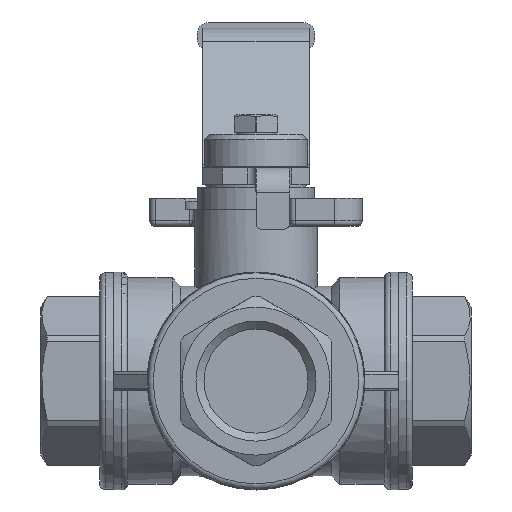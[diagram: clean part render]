
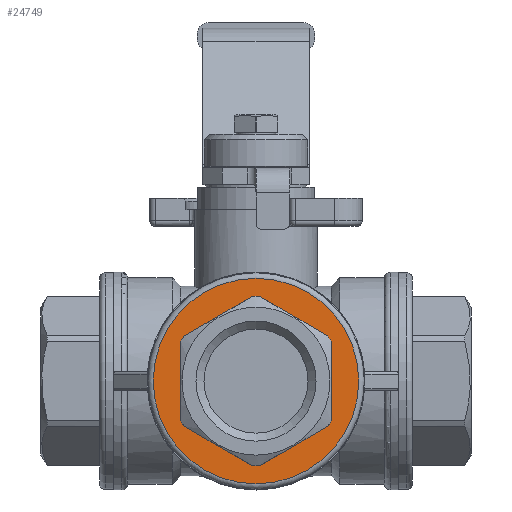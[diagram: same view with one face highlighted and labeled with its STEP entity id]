
A CAD part, front view. The second image highlights one B-rep face of the part: STEP entity #24749.
In plain terms, the highlighted planar face has unit normal (0, -1, 0).
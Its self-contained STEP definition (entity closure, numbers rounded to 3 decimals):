
#16950=CARTESIAN_POINT('',(-0.,-28.,15.2));
#16951=VERTEX_POINT('',#16950);
#16969=CARTESIAN_POINT('',(0.593,-28.,15.189));
#16970=VERTEX_POINT('',#16969);
#16976=CARTESIAN_POINT('',(0.593,-28.,15.189));
#16977=CARTESIAN_POINT('',(0.296,-28.,15.2));
#16978=CARTESIAN_POINT('',(-0.,-28.,15.2));
#16979=(BOUNDED_CURVE()
B_SPLINE_CURVE(2,(#16976,#16977,#16978),.UNSPECIFIED.,.F.,.F.)
B_SPLINE_CURVE_WITH_KNOTS((3,3),(357.765,360.),.UNSPECIFIED.)
CURVE()
GEOMETRIC_REPRESENTATION_ITEM()
RATIONAL_B_SPLINE_CURVE((1.,1.,1.))
REPRESENTATION_ITEM(''));
#16980=EDGE_CURVE('',#16970,#16951,#16979,.T.);
#18307=CARTESIAN_POINT('',(-0.,-28.,-15.2));
#18308=VERTEX_POINT('',#18307);
#18326=CARTESIAN_POINT('',(-0.593,-28.,-15.189));
#18327=VERTEX_POINT('',#18326);
#18333=CARTESIAN_POINT('',(-0.593,-28.,-15.189));
#18334=CARTESIAN_POINT('',(-0.296,-28.,-15.2));
#18335=CARTESIAN_POINT('',(-0.,-28.,-15.2));
#18336=(BOUNDED_CURVE()
B_SPLINE_CURVE(2,(#18333,#18334,#18335),.UNSPECIFIED.,.F.,.F.)
B_SPLINE_CURVE_WITH_KNOTS((3,3),(177.765,180.),.UNSPECIFIED.)
CURVE()
GEOMETRIC_REPRESENTATION_ITEM()
RATIONAL_B_SPLINE_CURVE((1.,1.,1.))
REPRESENTATION_ITEM(''));
#18337=EDGE_CURVE('',#18327,#18308,#18336,.T.);
#18348=CARTESIAN_POINT('',(-0.,-28.,-18.4));
#18349=VERTEX_POINT('',#18348);
#18360=CARTESIAN_POINT('',(-0.,-28.,18.4));
#18361=VERTEX_POINT('',#18360);
#18362=CARTESIAN_POINT('',(-0.,-28.,-0.));
#18363=DIRECTION('',(-0.,-1.,-0.));
#18364=DIRECTION('',(0.,0.,-1.));
#18365=AXIS2_PLACEMENT_3D('',#18362,#18363,#18364);
#18366=CIRCLE('',#18365,18.4);
#18367=EDGE_CURVE('',#18361,#18349,#18366,.T.);
#18369=CARTESIAN_POINT('',(-0.,-28.,-0.));
#18370=DIRECTION('',(-0.,-1.,-0.));
#18371=DIRECTION('',(0.,0.,-1.));
#18372=AXIS2_PLACEMENT_3D('',#18369,#18370,#18371);
#18373=CIRCLE('',#18372,18.4);
#18374=EDGE_CURVE('',#18349,#18361,#18373,.T.);
#23606=CARTESIAN_POINT('',(12.857,-28.,8.108));
#23607=VERTEX_POINT('',#23606);
#23614=CARTESIAN_POINT('',(13.45,-28.,7.081));
#23615=VERTEX_POINT('',#23614);
#23621=CARTESIAN_POINT('',(0.,-28.,0.));
#23622=DIRECTION('',(-0.,-1.,-0.));
#23623=DIRECTION('',(-0.,-0.,1.));
#23624=AXIS2_PLACEMENT_3D('',#23621,#23622,#23623);
#23625=CIRCLE('',#23624,15.2);
#23626=EDGE_CURVE('',#23615,#23607,#23625,.T.);
#23639=CARTESIAN_POINT('',(13.45,-28.,-7.081));
#23640=VERTEX_POINT('',#23639);
#23646=CARTESIAN_POINT('',(13.45,-28.,7.081));
#23647=DIRECTION('',(0.,0.,-1.));
#23648=VECTOR('',#23647,14.162);
#23649=LINE('',#23646,#23648);
#23650=EDGE_CURVE('',#23615,#23640,#23649,.T.);
#23753=CARTESIAN_POINT('',(12.857,-28.,-8.108));
#23754=VERTEX_POINT('',#23753);
#23761=CARTESIAN_POINT('',(0.593,-28.,-15.189));
#23762=VERTEX_POINT('',#23761);
#23768=CARTESIAN_POINT('',(12.857,-28.,-8.108));
#23769=CARTESIAN_POINT('',(0.593,-28.,-15.189));
#23770=B_SPLINE_CURVE_WITH_KNOTS('',1,(#23768,#23769),.UNSPECIFIED.,.F.,.F.,(2,2),(0.,14.162),.UNSPECIFIED.);
#23771=EDGE_CURVE('',#23754,#23762,#23770,.T.);
#24469=CARTESIAN_POINT('',(-13.45,-28.,-7.081));
#24470=VERTEX_POINT('',#24469);
#24471=CARTESIAN_POINT('',(-12.857,-28.,-8.108));
#24472=VERTEX_POINT('',#24471);
#24473=CARTESIAN_POINT('',(-13.45,-28.,-7.081));
#24474=CARTESIAN_POINT('',(-13.174,-28.,-7.606));
#24475=CARTESIAN_POINT('',(-12.857,-28.,-8.108));
#24476=(BOUNDED_CURVE()
B_SPLINE_CURVE(2,(#24473,#24474,#24475),.UNSPECIFIED.,.F.,.F.)
B_SPLINE_CURVE_WITH_KNOTS((3,3),(117.765,122.235),.UNSPECIFIED.)
CURVE()
GEOMETRIC_REPRESENTATION_ITEM()
RATIONAL_B_SPLINE_CURVE((1.,0.999,1.))
REPRESENTATION_ITEM(''));
#24477=EDGE_CURVE('',#24470,#24472,#24476,.T.);
#24681=CARTESIAN_POINT('',(-18.9,-28.,-18.9));
#24682=DIRECTION('',(-0.,-1.,-0.));
#24683=DIRECTION('',(-0.,-0.,1.));
#24684=AXIS2_PLACEMENT_3D('',#24681,#24682,#24683);
#24685=PLANE('',#24684);
#24686=ORIENTED_EDGE('',*,*,#18367,.T.);
#24687=ORIENTED_EDGE('',*,*,#18374,.T.);
#24688=EDGE_LOOP('',(#24686,#24687));
#24689=FACE_BOUND('',#24688,.T.);
#24690=CARTESIAN_POINT('',(12.857,-28.,-8.108));
#24691=CARTESIAN_POINT('',(13.174,-28.,-7.606));
#24692=CARTESIAN_POINT('',(13.45,-28.,-7.081));
#24693=(BOUNDED_CURVE()
B_SPLINE_CURVE(2,(#24690,#24691,#24692),.UNSPECIFIED.,.F.,.F.)
B_SPLINE_CURVE_WITH_KNOTS((3,3),(237.765,242.235),.UNSPECIFIED.)
CURVE()
GEOMETRIC_REPRESENTATION_ITEM()
RATIONAL_B_SPLINE_CURVE((1.,0.999,1.))
REPRESENTATION_ITEM(''));
#24694=EDGE_CURVE('',#23754,#23640,#24693,.T.);
#24695=ORIENTED_EDGE('',*,*,#24694,.F.);
#24696=ORIENTED_EDGE('',*,*,#23771,.T.);
#24697=CARTESIAN_POINT('',(-0.,-28.,-15.2));
#24698=CARTESIAN_POINT('',(0.296,-28.,-15.2));
#24699=CARTESIAN_POINT('',(0.593,-28.,-15.189));
#24700=(BOUNDED_CURVE()
B_SPLINE_CURVE(2,(#24697,#24698,#24699),.UNSPECIFIED.,.F.,.F.)
B_SPLINE_CURVE_WITH_KNOTS((3,3),(180.,182.235),.UNSPECIFIED.)
CURVE()
GEOMETRIC_REPRESENTATION_ITEM()
RATIONAL_B_SPLINE_CURVE((1.,1.,1.))
REPRESENTATION_ITEM(''));
#24701=EDGE_CURVE('',#18308,#23762,#24700,.T.);
#24702=ORIENTED_EDGE('',*,*,#24701,.F.);
#24703=ORIENTED_EDGE('',*,*,#18337,.F.);
#24704=CARTESIAN_POINT('',(-0.593,-28.,-15.189));
#24705=CARTESIAN_POINT('',(-12.857,-28.,-8.108));
#24706=B_SPLINE_CURVE_WITH_KNOTS('',1,(#24704,#24705),.UNSPECIFIED.,.F.,.F.,(2,2),(0.,14.162),.UNSPECIFIED.);
#24707=EDGE_CURVE('',#18327,#24472,#24706,.T.);
#24708=ORIENTED_EDGE('',*,*,#24707,.T.);
#24709=ORIENTED_EDGE('',*,*,#24477,.F.);
#24710=CARTESIAN_POINT('',(-13.45,-28.,7.081));
#24711=VERTEX_POINT('',#24710);
#24712=CARTESIAN_POINT('',(-13.45,-28.,-7.081));
#24713=DIRECTION('',(-0.,-0.,1.));
#24714=VECTOR('',#24713,14.162);
#24715=LINE('',#24712,#24714);
#24716=EDGE_CURVE('',#24470,#24711,#24715,.T.);
#24717=ORIENTED_EDGE('',*,*,#24716,.T.);
#24718=CARTESIAN_POINT('',(-12.857,-28.,8.108));
#24719=VERTEX_POINT('',#24718);
#24720=CARTESIAN_POINT('',(-12.857,-28.,8.108));
#24721=CARTESIAN_POINT('',(-13.174,-28.,7.606));
#24722=CARTESIAN_POINT('',(-13.45,-28.,7.081));
#24723=(BOUNDED_CURVE()
B_SPLINE_CURVE(2,(#24720,#24721,#24722),.UNSPECIFIED.,.F.,.F.)
B_SPLINE_CURVE_WITH_KNOTS((3,3),(57.765,62.235),.UNSPECIFIED.)
CURVE()
GEOMETRIC_REPRESENTATION_ITEM()
RATIONAL_B_SPLINE_CURVE((1.,0.999,1.))
REPRESENTATION_ITEM(''));
#24724=EDGE_CURVE('',#24719,#24711,#24723,.T.);
#24725=ORIENTED_EDGE('',*,*,#24724,.F.);
#24726=CARTESIAN_POINT('',(-0.593,-28.,15.189));
#24727=VERTEX_POINT('',#24726);
#24728=CARTESIAN_POINT('',(-12.857,-28.,8.108));
#24729=CARTESIAN_POINT('',(-0.593,-28.,15.189));
#24730=B_SPLINE_CURVE_WITH_KNOTS('',1,(#24728,#24729),.UNSPECIFIED.,.F.,.F.,(2,2),(0.,14.162),.UNSPECIFIED.);
#24731=EDGE_CURVE('',#24719,#24727,#24730,.T.);
#24732=ORIENTED_EDGE('',*,*,#24731,.T.);
#24733=CARTESIAN_POINT('',(-0.,-28.,15.2));
#24734=CARTESIAN_POINT('',(-0.296,-28.,15.2));
#24735=CARTESIAN_POINT('',(-0.593,-28.,15.189));
#24736=(BOUNDED_CURVE()
B_SPLINE_CURVE(2,(#24733,#24734,#24735),.UNSPECIFIED.,.F.,.F.)
B_SPLINE_CURVE_WITH_KNOTS((3,3),(0.,2.235),.UNSPECIFIED.)
CURVE()
GEOMETRIC_REPRESENTATION_ITEM()
RATIONAL_B_SPLINE_CURVE((1.,1.,1.))
REPRESENTATION_ITEM(''));
#24737=EDGE_CURVE('',#16951,#24727,#24736,.T.);
#24738=ORIENTED_EDGE('',*,*,#24737,.F.);
#24739=ORIENTED_EDGE('',*,*,#16980,.F.);
#24740=CARTESIAN_POINT('',(0.593,-28.,15.189));
#24741=CARTESIAN_POINT('',(12.857,-28.,8.108));
#24742=B_SPLINE_CURVE_WITH_KNOTS('',1,(#24740,#24741),.UNSPECIFIED.,.F.,.F.,(2,2),(0.,14.162),.UNSPECIFIED.);
#24743=EDGE_CURVE('',#16970,#23607,#24742,.T.);
#24744=ORIENTED_EDGE('',*,*,#24743,.T.);
#24745=ORIENTED_EDGE('',*,*,#23626,.F.);
#24746=ORIENTED_EDGE('',*,*,#23650,.T.);
#24747=EDGE_LOOP('',(#24695,#24696,#24702,#24703,#24708,#24709,#24717,#24725,#24732,#24738,#24739,#24744,#24745,#24746));
#24748=FACE_BOUND('',#24747,.T.);
#24749=ADVANCED_FACE('',(#24689,#24748),#24685,.T.);
